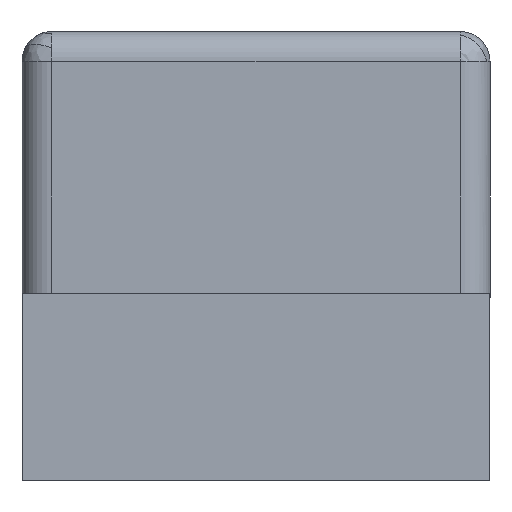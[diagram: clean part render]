
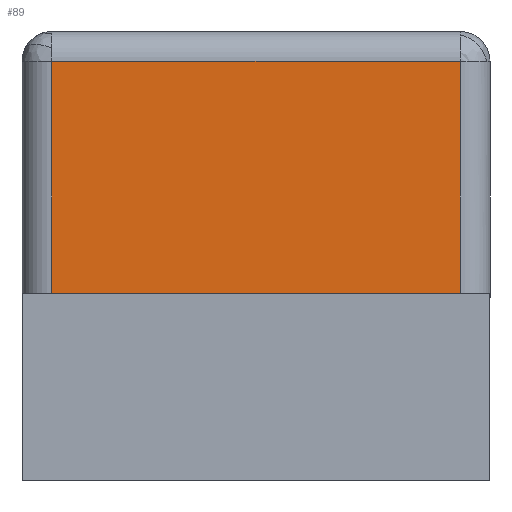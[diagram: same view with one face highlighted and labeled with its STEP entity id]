
A CAD part, left-side view. The second image highlights one B-rep face of the part: STEP entity #89.
In plain terms, the highlighted planar face has unit normal (-1, 0, 0).
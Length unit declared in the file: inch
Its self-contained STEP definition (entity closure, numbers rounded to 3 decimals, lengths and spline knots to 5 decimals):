
#89 = ADVANCED_FACE ( 'NONE', ( #947 ), #2806, .T. ) ;
#401 = CARTESIAN_POINT ( 'NONE',  ( -0.02756, 0.02461, 0. ) ) ;
#410 = VERTEX_POINT ( 'NONE', #2091 ) ;
#703 = DIRECTION ( 'NONE',  ( 0., -1., 0. ) ) ;
#838 = AXIS2_PLACEMENT_3D ( 'NONE', #401, #3605, #703 ) ;
#910 = EDGE_CURVE ( 'NONE', #410, #1479, #2190, .T. ) ;
#947 = FACE_OUTER_BOUND ( 'NONE', #3284, .T. ) ;
#1000 = LINE ( 'NONE', #3610, #2580 ) ;
#1089 = VERTEX_POINT ( 'NONE', #2295 ) ;
#1159 = CARTESIAN_POINT ( 'NONE',  ( -0.02756, -0.02146, 0. ) ) ;
#1247 = VECTOR ( 'NONE', #2500, 39.37008 ) ;
#1291 = DIRECTION ( 'NONE',  ( 0., 1., 0. ) ) ;
#1304 = CARTESIAN_POINT ( 'NONE',  ( -0.02756, 0., 0. ) ) ;
#1408 = VECTOR ( 'NONE', #1588, 39.37008 ) ;
#1479 = VERTEX_POINT ( 'NONE', #3072 ) ;
#1522 = ORIENTED_EDGE ( 'NONE', *, *, #2033, .T. ) ;
#1588 = DIRECTION ( 'NONE',  ( 0., -1., 0. ) ) ;
#1730 = CARTESIAN_POINT ( 'NONE',  ( -0.02756, -0.02146, 0.0248 ) ) ;
#1787 = EDGE_CURVE ( 'NONE', #3709, #1479, #2168, .T. ) ;
#1811 = VECTOR ( 'NONE', #2921, 39.37008 ) ;
#2033 = EDGE_CURVE ( 'NONE', #3709, #1089, #1000, .T. ) ;
#2074 = ORIENTED_EDGE ( 'NONE', *, *, #3525, .F. ) ;
#2091 = CARTESIAN_POINT ( 'NONE',  ( -0.02756, 0.02146, 0. ) ) ;
#2168 = LINE ( 'NONE', #1159, #1811 ) ;
#2190 = LINE ( 'NONE', #1304, #1408 ) ;
#2219 = CARTESIAN_POINT ( 'NONE',  ( -0.02756, 0.02146, 0. ) ) ;
#2295 = CARTESIAN_POINT ( 'NONE',  ( -0.02756, 0.02146, 0.0248 ) ) ;
#2500 = DIRECTION ( 'NONE',  ( 0., 0., 1. ) ) ;
#2580 = VECTOR ( 'NONE', #1291, 39.37008 ) ;
#2806 = PLANE ( 'NONE',  #838 ) ;
#2921 = DIRECTION ( 'NONE',  ( 0., 0., -1. ) ) ;
#3072 = CARTESIAN_POINT ( 'NONE',  ( -0.02756, -0.02146, 0. ) ) ;
#3284 = EDGE_LOOP ( 'NONE', ( #3665, #1522, #2074, #3771 ) ) ;
#3525 = EDGE_CURVE ( 'NONE', #410, #1089, #3655, .T. ) ;
#3605 = DIRECTION ( 'NONE',  ( -1., 0., 0. ) ) ;
#3610 = CARTESIAN_POINT ( 'NONE',  ( -0.02756, 0.02461, 0.0248 ) ) ;
#3655 = LINE ( 'NONE', #2219, #1247 ) ;
#3665 = ORIENTED_EDGE ( 'NONE', *, *, #1787, .F. ) ;
#3709 = VERTEX_POINT ( 'NONE', #1730 ) ;
#3771 = ORIENTED_EDGE ( 'NONE', *, *, #910, .T. ) ;
